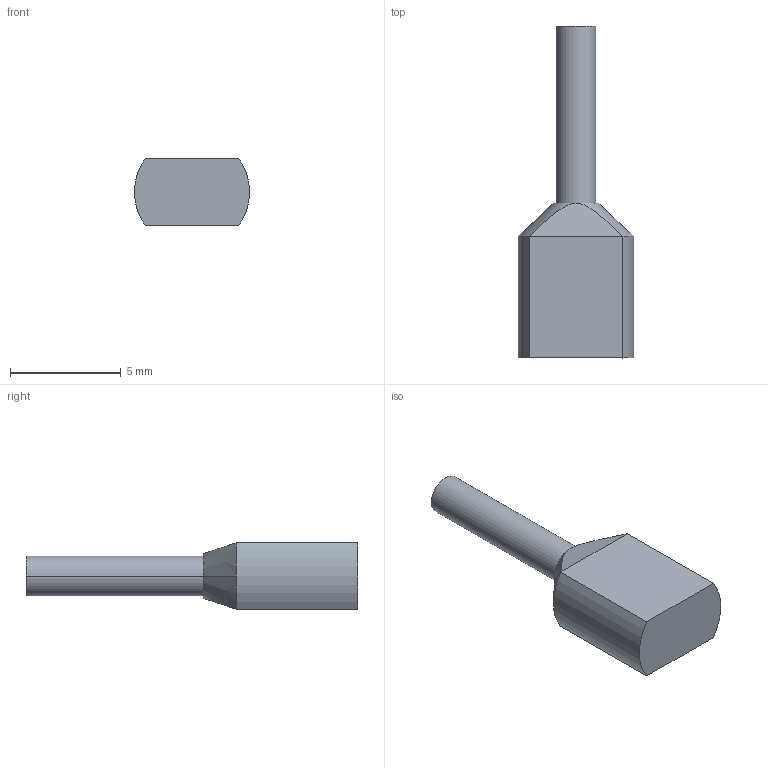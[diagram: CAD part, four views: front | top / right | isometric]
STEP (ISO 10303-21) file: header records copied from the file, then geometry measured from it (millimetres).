
FILE_DESCRIPTION(/* description */ ('Alibre Inc.'),/* implementation_level */ '2;1');
FILE_NAME(/* name */ 'export-F021F901-64A6-461C-9F4E-8D25413BC86E',/* time_stamp */ '2023-02-21T14:58:40+01:00',/* author */ (''),/* organization */ (''),/* preprocessor_version */ 'ST-DEVELOPER v17',/* originating_system */ 'Alibre',/* authorisation */ '');
FILE_SCHEMA (('AUTOMOTIVE_DESIGN'));
Length unit declared in the file: millimetre
Products named in the file (2): 3200933_AI_TWIN_2x0.5_8-select
Bounding box: 5.2 x 15 x 3 mm (x, y, z)
Volume: 113.8 mm3; surface area: 165.3 mm2
Topology: 1 solids, 1 shells, 16 faces, 32 edges, 19 vertices
Faces by surface type: plane 7, cylinder 5, cone 4
Entity records: 788 total; most frequent: CARTESIAN_POINT 392, DIRECTION 70, ORIENTED_EDGE 64, EDGE_CURVE 32, AXIS2_PLACEMENT_3D 32, VERTEX_POINT 19, STYLED_ITEM 17, EDGE_LOOP 17
